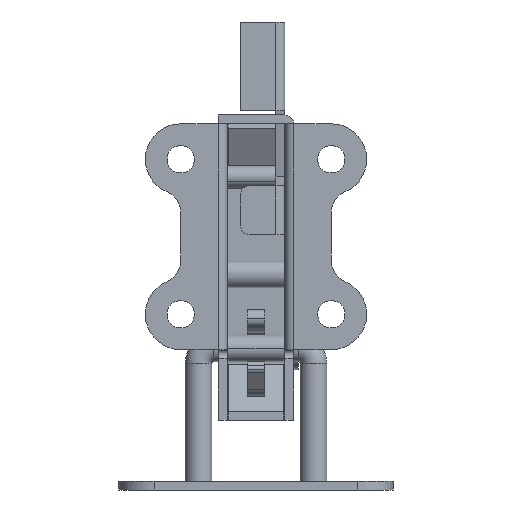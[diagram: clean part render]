
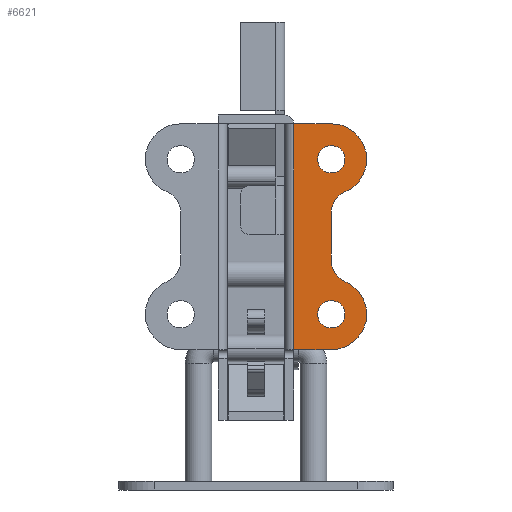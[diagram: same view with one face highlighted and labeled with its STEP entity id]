
A CAD part, front view. The second image highlights one B-rep face of the part: STEP entity #6621.
In plain terms, the highlighted planar face has unit normal (0, -1, 0).
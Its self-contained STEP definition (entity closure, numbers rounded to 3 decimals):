
#240 = DIRECTION ( 'NONE',  ( 0., 0., -1. ) ) ;
#247 = DIRECTION ( 'NONE',  ( 0., -1., 0. ) ) ;
#324 = DIRECTION ( 'NONE',  ( -1., 0., 0. ) ) ;
#429 = CARTESIAN_POINT ( 'NONE',  ( 17., -22.4, 7.5 ) ) ;
#538 = DIRECTION ( 'NONE',  ( 0., 0., -1. ) ) ;
#590 = CARTESIAN_POINT ( 'NONE',  ( 17., -22.4, 39.4 ) ) ;
#604 = DIRECTION ( 'NONE',  ( 0., -1., 0. ) ) ;
#661 = CARTESIAN_POINT ( 'NONE',  ( 8.5, -22.4, 50.5 ) ) ;
#692 = DIRECTION ( 'NONE',  ( 0., 1., 0. ) ) ;
#694 = CARTESIAN_POINT ( 'NONE',  ( 22., -22.4, 30.5 ) ) ;
#718 = DIRECTION ( 'NONE',  ( 0., 0., -1. ) ) ;
#735 = CARTESIAN_POINT ( 'NONE',  ( 17., -22.4, 42.5 ) ) ;
#739 = DIRECTION ( 'NONE',  ( 0., -1., 0. ) ) ;
#844 = CARTESIAN_POINT ( 'NONE',  ( 17., -22.4, 42.5 ) ) ;
#877 = DIRECTION ( 'NONE',  ( 0., 0., -1. ) ) ;
#955 = CARTESIAN_POINT ( 'NONE',  ( 20.077, -22.4, 14.885 ) ) ;
#1037 = CARTESIAN_POINT ( 'NONE',  ( 20.077, -22.4, 35.115 ) ) ;
#1047 = CARTESIAN_POINT ( 'NONE',  ( 17., -22.4, 4.4 ) ) ;
#1078 = CARTESIAN_POINT ( 'NONE',  ( 17., -22.4, 50.5 ) ) ;
#1161 = CARTESIAN_POINT ( 'NONE',  ( 17., -22.4, 19.5 ) ) ;
#1165 = CARTESIAN_POINT ( 'NONE',  ( 17., -22.4, 30.5 ) ) ;
#1195 = CARTESIAN_POINT ( 'NONE',  ( 8.5, -22.4, -0.5 ) ) ;
#1271 = CARTESIAN_POINT ( 'NONE',  ( 17., -22.4, 10.6 ) ) ;
#1286 = CARTESIAN_POINT ( 'NONE',  ( 8.5, -22.4, 50.5 ) ) ;
#1290 = CARTESIAN_POINT ( 'NONE',  ( 17., -22.4, -0.5 ) ) ;
#1324 = CARTESIAN_POINT ( 'NONE',  ( 17., -22.4, 45.6 ) ) ;
#1932 = ORIENTED_EDGE ( 'NONE', *, *, #3199, .F. ) ;
#1948 = VERTEX_POINT ( 'NONE', #1290 ) ;
#1956 = VERTEX_POINT ( 'NONE', #1078 ) ;
#1963 = ORIENTED_EDGE ( 'NONE', *, *, #3261, .F. ) ;
#1974 = ORIENTED_EDGE ( 'NONE', *, *, #3197, .T. ) ;
#1982 = ORIENTED_EDGE ( 'NONE', *, *, #3211, .T. ) ;
#1990 = ORIENTED_EDGE ( 'NONE', *, *, #3198, .F. ) ;
#1993 = ORIENTED_EDGE ( 'NONE', *, *, #3193, .T. ) ;
#1995 = ORIENTED_EDGE ( 'NONE', *, *, #3244, .T. ) ;
#2097 = VERTEX_POINT ( 'NONE', #1286 ) ;
#2130 = VERTEX_POINT ( 'NONE', #1271 ) ;
#2161 = VERTEX_POINT ( 'NONE', #955 ) ;
#2170 = VERTEX_POINT ( 'NONE', #1195 ) ;
#2180 = ORIENTED_EDGE ( 'NONE', *, *, #3249, .F. ) ;
#2190 = VERTEX_POINT ( 'NONE', #1047 ) ;
#2239 = VERTEX_POINT ( 'NONE', #1165 ) ;
#2251 = VERTEX_POINT ( 'NONE', #1161 ) ;
#2258 = ORIENTED_EDGE ( 'NONE', *, *, #3255, .T. ) ;
#2262 = VERTEX_POINT ( 'NONE', #1324 ) ;
#2268 = ORIENTED_EDGE ( 'NONE', *, *, #3210, .T. ) ;
#2326 = VERTEX_POINT ( 'NONE', #1037 ) ;
#2455 = AXIS2_PLACEMENT_3D ( 'NONE', #2798, #2992, #2912 ) ;
#2798 = CARTESIAN_POINT ( 'NONE',  ( 8.5, -22.4, 50.5 ) ) ;
#2903 = PLANE ( 'NONE',  #2455 ) ;
#2912 = DIRECTION ( 'NONE',  ( 0., 0., 1. ) ) ;
#2992 = DIRECTION ( 'NONE',  ( 0., 1., 0. ) ) ;
#3193 = EDGE_CURVE ( 'NONE', #2097, #2170, #5465, .T. ) ;
#3194 = EDGE_CURVE ( 'NONE', #1948, #2170, #5466, .T. ) ;
#3197 = EDGE_CURVE ( 'NONE', #2251, #2239, #5463, .T. ) ;
#3198 = EDGE_CURVE ( 'NONE', #5676, #2262, #3813, .T. ) ;
#3199 = EDGE_CURVE ( 'NONE', #2190, #2130, #3843, .T. ) ;
#3210 = EDGE_CURVE ( 'NONE', #1948, #2161, #3815, .T. ) ;
#3211 = EDGE_CURVE ( 'NONE', #2161, #2251, #3812, .T. ) ;
#3244 = EDGE_CURVE ( 'NONE', #2326, #1956, #6719, .T. ) ;
#3249 = EDGE_CURVE ( 'NONE', #2130, #2190, #6716, .T. ) ;
#3255 = EDGE_CURVE ( 'NONE', #2239, #2326, #6675, .T. ) ;
#3261 = EDGE_CURVE ( 'NONE', #2262, #5676, #6680, .T. ) ;
#3440 = DIRECTION ( 'NONE',  ( 0., 1., 0. ) ) ;
#3467 = CARTESIAN_POINT ( 'NONE',  ( 8.5, -22.4, -0.5 ) ) ;
#3475 = CARTESIAN_POINT ( 'NONE',  ( 22., -22.4, 19.5 ) ) ;
#3476 = DIRECTION ( 'NONE',  ( 0., 0., -1. ) ) ;
#3482 = DIRECTION ( 'NONE',  ( 0., -1., 0. ) ) ;
#3499 = DIRECTION ( 'NONE',  ( 0., 0., -1. ) ) ;
#3509 = CARTESIAN_POINT ( 'NONE',  ( 8.5, -22.4, -0.5 ) ) ;
#3548 = DIRECTION ( 'NONE',  ( 0., 0., 1. ) ) ;
#3571 = DIRECTION ( 'NONE',  ( 0., -1., 0. ) ) ;
#3576 = CARTESIAN_POINT ( 'NONE',  ( 17., -22.4, 42.5 ) ) ;
#3590 = DIRECTION ( 'NONE',  ( 0., 0., -1. ) ) ;
#3605 = DIRECTION ( 'NONE',  ( -1., 0., 0. ) ) ;
#3656 = CARTESIAN_POINT ( 'NONE',  ( 17., -22.4, 19.5 ) ) ;
#3673 = DIRECTION ( 'NONE',  ( 0., 0., 1. ) ) ;
#3691 = DIRECTION ( 'NONE',  ( 0., -1., 0. ) ) ;
#3699 = CARTESIAN_POINT ( 'NONE',  ( 17., -22.4, 7.5 ) ) ;
#3704 = CARTESIAN_POINT ( 'NONE',  ( 17., -22.4, 7.5 ) ) ;
#3709 = DIRECTION ( 'NONE',  ( 0., 0., -1. ) ) ;
#3774 = AXIS2_PLACEMENT_3D ( 'NONE', #3475, #3440, #3673 ) ;
#3780 = VECTOR ( 'NONE', #3548, 1000. ) ;
#3782 = AXIS2_PLACEMENT_3D ( 'NONE', #3576, #3571, #3590 ) ;
#3812 = CIRCLE ( 'NONE', #3774, 5. ) ;
#3813 = CIRCLE ( 'NONE', #3782, 3.1 ) ;
#3815 = CIRCLE ( 'NONE', #3848, 8. ) ;
#3822 = VECTOR ( 'NONE', #3605, 1000. ) ;
#3824 = AXIS2_PLACEMENT_3D ( 'NONE', #3704, #3482, #3709 ) ;
#3841 = VECTOR ( 'NONE', #3499, 1000. ) ;
#3843 = CIRCLE ( 'NONE', #3824, 3.1 ) ;
#3848 = AXIS2_PLACEMENT_3D ( 'NONE', #3699, #3691, #3476 ) ;
#4609 = LINE ( 'NONE', #661, #6528 ) ;
#4776 = FACE_OUTER_BOUND ( 'NONE', #5171, .T. ) ;
#4777 = FACE_BOUND ( 'NONE', #5188, .T. ) ;
#4778 = FACE_BOUND ( 'NONE', #5140, .T. ) ;
#5082 = ORIENTED_EDGE ( 'NONE', *, *, #3194, .F. ) ;
#5083 = ORIENTED_EDGE ( 'NONE', *, *, #6477, .T. ) ;
#5140 = EDGE_LOOP ( 'NONE', ( #1990, #1963 ) ) ;
#5171 = EDGE_LOOP ( 'NONE', ( #5083, #1993, #5082, #2268, #1982, #1974, #2258, #1995 ) ) ;
#5188 = EDGE_LOOP ( 'NONE', ( #1932, #2180 ) ) ;
#5463 = LINE ( 'NONE', #3656, #3780 ) ;
#5465 = LINE ( 'NONE', #3467, #3841 ) ;
#5466 = LINE ( 'NONE', #3509, #3822 ) ;
#5676 = VERTEX_POINT ( 'NONE', #590 ) ;
#6477 = EDGE_CURVE ( 'NONE', #1956, #2097, #4609, .T. ) ;
#6528 = VECTOR ( 'NONE', #324, 1000. ) ;
#6621 = ADVANCED_FACE ( 'NONE', ( #4776, #4777, #4778 ), #2903, .F. ) ;
#6675 = CIRCLE ( 'NONE', #6702, 5. ) ;
#6680 = CIRCLE ( 'NONE', #6701, 3.1 ) ;
#6694 = AXIS2_PLACEMENT_3D ( 'NONE', #844, #604, #240 ) ;
#6695 = AXIS2_PLACEMENT_3D ( 'NONE', #429, #247, #877 ) ;
#6701 = AXIS2_PLACEMENT_3D ( 'NONE', #735, #739, #718 ) ;
#6702 = AXIS2_PLACEMENT_3D ( 'NONE', #694, #692, #538 ) ;
#6716 = CIRCLE ( 'NONE', #6695, 3.1 ) ;
#6719 = CIRCLE ( 'NONE', #6694, 8. ) ;
